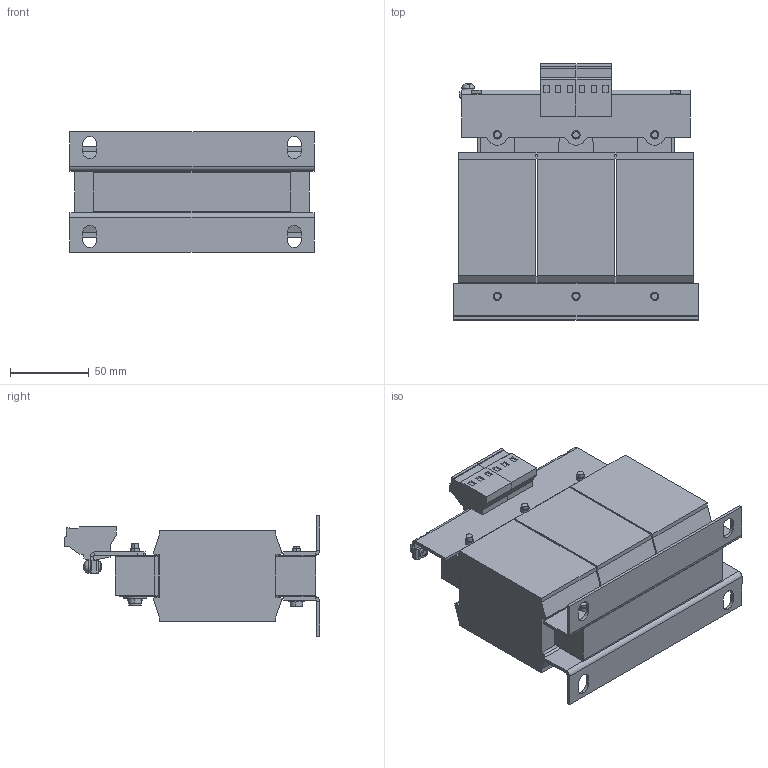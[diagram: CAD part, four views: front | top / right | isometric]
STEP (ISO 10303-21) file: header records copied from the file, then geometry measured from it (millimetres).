
FILE_DESCRIPTION (( 'STEP AP214' ), '1' );
FILE_NAME ('509607.STEP', '2025-07-24T13:14:17', ( '' ), ( '' ), 'SwSTEP 2.0', 'SolidWorks 2022', '' );
FILE_SCHEMA (( 'AUTOMOTIVE_DESIGN' ));
Length unit declared in the file: millimetre
Products named in the file (1): 509607
Bounding box: 155 x 162.5 x 76.5 mm (x, y, z)
Volume: 883615.6 mm3; surface area: 125989.2 mm2
Topology: 1 solids, 14 shells, 607 faces, 1489 edges, 956 vertices
Faces by surface type: plane 457, cylinder 144, cone 4, torus 2
Entity records: 17779 total; most frequent: CARTESIAN_POINT 3139, DIRECTION 2999, ORIENTED_EDGE 2978, EDGE_CURVE 1489, VECTOR 1155, LINE 1155, VERTEX_POINT 956, AXIS2_PLACEMENT_3D 922
